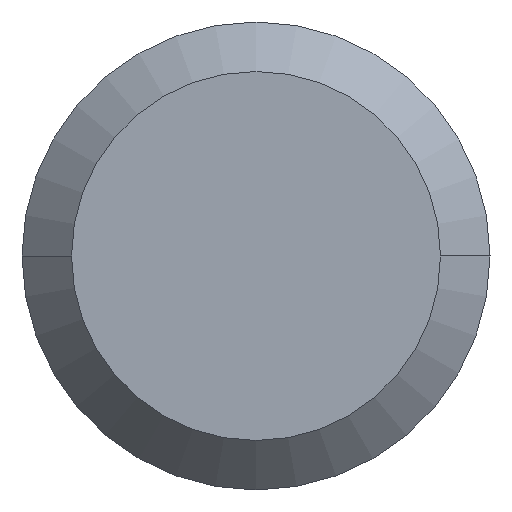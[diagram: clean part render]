
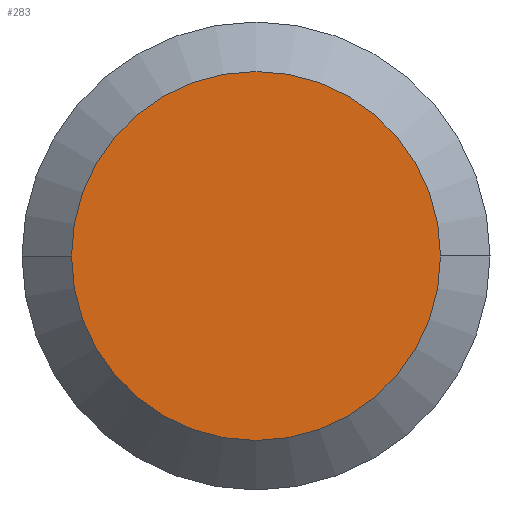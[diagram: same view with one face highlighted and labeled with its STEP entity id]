
A CAD part, left-side view. The second image highlights one B-rep face of the part: STEP entity #283.
In plain terms, the highlighted planar face has unit normal (-1, 0, 0).
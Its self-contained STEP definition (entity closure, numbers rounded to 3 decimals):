
#36 = CIRCLE ( 'NONE', #489, 2.365 ) ;
#88 = AXIS2_PLACEMENT_3D ( 'NONE', #108, #148, #321 ) ;
#108 = CARTESIAN_POINT ( 'NONE',  ( 0., 0., 0. ) ) ;
#117 = DIRECTION ( 'NONE',  ( 1., 0., 0. ) ) ;
#146 = CARTESIAN_POINT ( 'NONE',  ( 0., 2.365, 0. ) ) ;
#148 = DIRECTION ( 'NONE',  ( -1., 0., 0. ) ) ;
#192 = PLANE ( 'NONE',  #88 ) ;
#206 = ORIENTED_EDGE ( 'NONE', *, *, #429, .F. ) ;
#238 = VERTEX_POINT ( 'NONE', #146 ) ;
#242 = FACE_OUTER_BOUND ( 'NONE', #491, .T. ) ;
#244 = ORIENTED_EDGE ( 'NONE', *, *, #487, .F. ) ;
#258 = DIRECTION ( 'NONE',  ( 0., 1., 0. ) ) ;
#281 = CIRCLE ( 'NONE', #377, 2.365 ) ;
#283 = ADVANCED_FACE ( 'NONE', ( #242 ), #192, .T. ) ;
#317 = CARTESIAN_POINT ( 'NONE',  ( 0., -2.365, 0. ) ) ;
#321 = DIRECTION ( 'NONE',  ( 0., -1., 0. ) ) ;
#356 = DIRECTION ( 'NONE',  ( 1., 0., 0. ) ) ;
#377 = AXIS2_PLACEMENT_3D ( 'NONE', #414, #117, #439 ) ;
#414 = CARTESIAN_POINT ( 'NONE',  ( 0., 0., 0. ) ) ;
#423 = CARTESIAN_POINT ( 'NONE',  ( 0., 0., 0. ) ) ;
#425 = VERTEX_POINT ( 'NONE', #317 ) ;
#429 = EDGE_CURVE ( 'NONE', #238, #425, #281, .T. ) ;
#439 = DIRECTION ( 'NONE',  ( 0., 1., 0. ) ) ;
#487 = EDGE_CURVE ( 'NONE', #425, #238, #36, .T. ) ;
#489 = AXIS2_PLACEMENT_3D ( 'NONE', #423, #356, #258 ) ;
#491 = EDGE_LOOP ( 'NONE', ( #206, #244 ) ) ;
